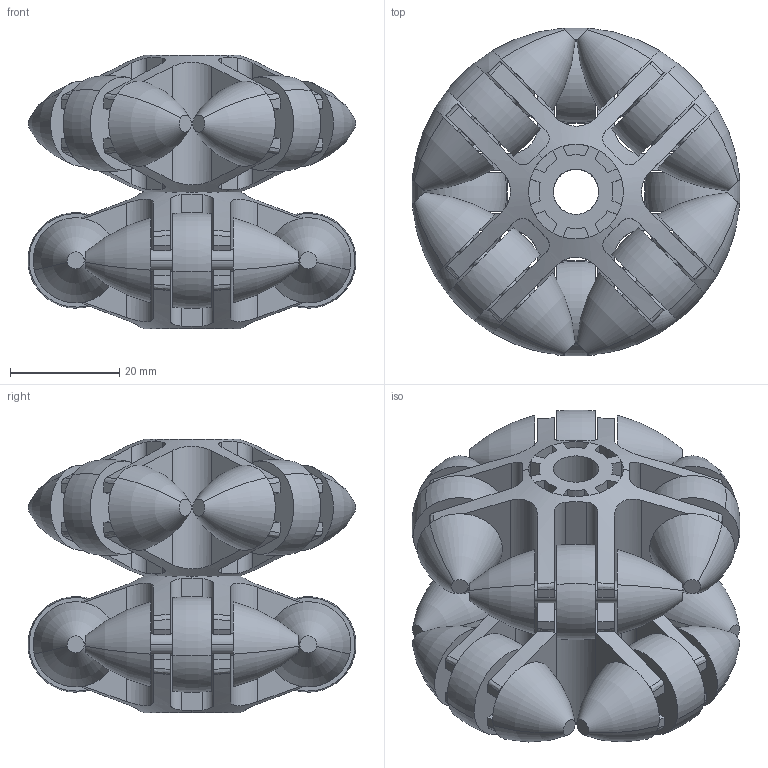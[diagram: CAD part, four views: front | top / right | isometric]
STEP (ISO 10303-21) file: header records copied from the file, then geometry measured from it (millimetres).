
FILE_DESCRIPTION (( 'STEP AP214' ), '1' );
FILE_NAME ('0014958_ASR60.step', '2017-09-20T08:10:47', ( '' ), ( '' ), 'SwSTEP 2.0', 'SolidWorks 2016', '' );
FILE_SCHEMA (( 'AUTOMOTIVE_DESIGN' ));
Length unit declared in the file: millimetre
Products named in the file (5): ASR60_Roellchen; 0014958_ASR60; ASR60_Halter_Steg; ASR60_Achse; ASR60_Halter_Nut
Assembly tree (18 placements, depth 2):
  0014958_ASR60
    ASR60_Halter_Nut
    ASR60_Halter_Steg
    ASR60_Achse  x8
    ASR60_Roellchen  x8
Bounding box: 59.91 x 59.91 x 50 mm (x, y, z)
Volume: 57732.8 mm3; surface area: 43080.2 mm2
Topology: 34 solids, 34 shells, 635 faces, 1539 edges, 988 vertices
Faces by surface type: plane 332, cylinder 183, torus 48, cone 40, bspline 32
Entity records: 15417 total; most frequent: CARTESIAN_POINT 4437, ORIENTED_EDGE 2378, DIRECTION 2095, EDGE_CURVE 1189, VERTEX_POINT 764, AXIS2_PLACEMENT_3D 742, LINE 611, VECTOR 611
